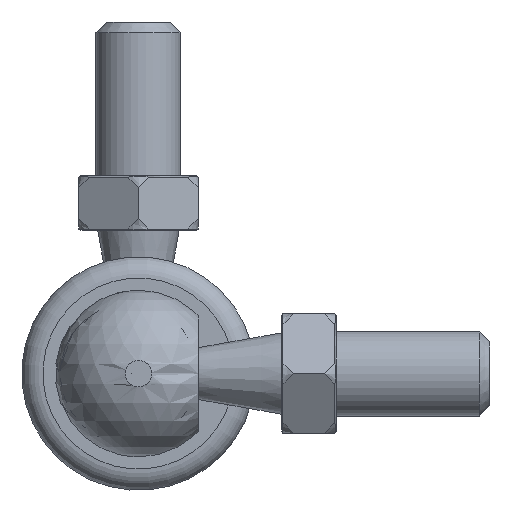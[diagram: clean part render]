
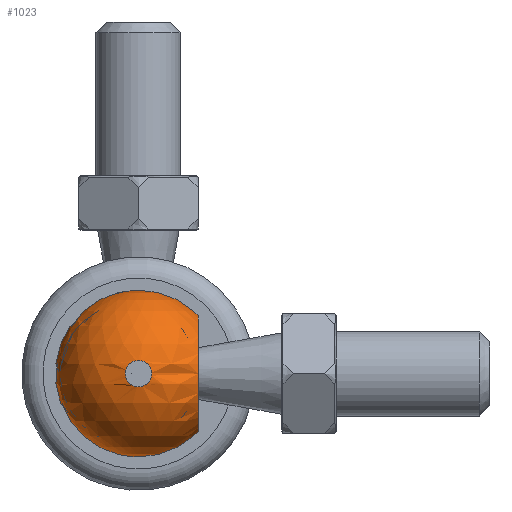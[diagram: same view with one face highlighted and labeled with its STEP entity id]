
A CAD part, left-side view. The second image highlights one B-rep face of the part: STEP entity #1023.
In plain terms, the highlighted spherical face has radius 7.85 mm.
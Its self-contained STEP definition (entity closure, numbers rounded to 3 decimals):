
#172=SPHERICAL_SURFACE('',#1134,7.85);
#273=FACE_BOUND('',#409,.T.);
#274=FACE_BOUND('',#410,.T.);
#275=FACE_BOUND('',#411,.T.);
#409=EDGE_LOOP('',(#789));
#410=EDGE_LOOP('',(#790));
#411=EDGE_LOOP('',(#791));
#477=CIRCLE('',#1119,1.249);
#481=CIRCLE('',#1126,5.25);
#483=CIRCLE('',#1131,5.45);
#527=VERTEX_POINT('',#1505);
#531=VERTEX_POINT('',#1516);
#533=VERTEX_POINT('',#1523);
#625=EDGE_CURVE('',#527,#527,#477,.T.);
#629=EDGE_CURVE('',#531,#531,#481,.T.);
#631=EDGE_CURVE('',#533,#533,#483,.T.);
#789=ORIENTED_EDGE('',*,*,#625,.T.);
#790=ORIENTED_EDGE('',*,*,#629,.T.);
#791=ORIENTED_EDGE('',*,*,#631,.T.);
#1023=ADVANCED_FACE('',(#273,#274,#275),#172,.T.);
#1119=AXIS2_PLACEMENT_3D('',#1506,#1283,#1284);
#1126=AXIS2_PLACEMENT_3D('',#1517,#1297,#1298);
#1131=AXIS2_PLACEMENT_3D('',#1524,#1307,#1308);
#1134=AXIS2_PLACEMENT_3D('',#1528,#1313,#1314);
#1283=DIRECTION('center_axis',(0.,-1.,0.));
#1284=DIRECTION('ref_axis',(0.,0.,1.));
#1297=DIRECTION('center_axis',(0.,1.,0.));
#1298=DIRECTION('ref_axis',(1.,0.,0.));
#1307=DIRECTION('center_axis',(-1.,0.,0.));
#1308=DIRECTION('ref_axis',(0.,0.,-1.));
#1313=DIRECTION('center_axis',(0.,0.,1.));
#1314=DIRECTION('ref_axis',(1.,0.,0.));
#1505=CARTESIAN_POINT('',(0.,7.75,-9.099));
#1506=CARTESIAN_POINT('Origin',(0.,7.75,-7.85));
#1516=CARTESIAN_POINT('',(-5.25,-5.836,-7.85));
#1517=CARTESIAN_POINT('Origin',(0.,-5.836,
-7.85));
#1523=CARTESIAN_POINT('',(5.65,0.,-2.4));
#1524=CARTESIAN_POINT('Origin',(5.65,0.,-7.85));
#1528=CARTESIAN_POINT('Origin',(0.,0.,-7.85));
